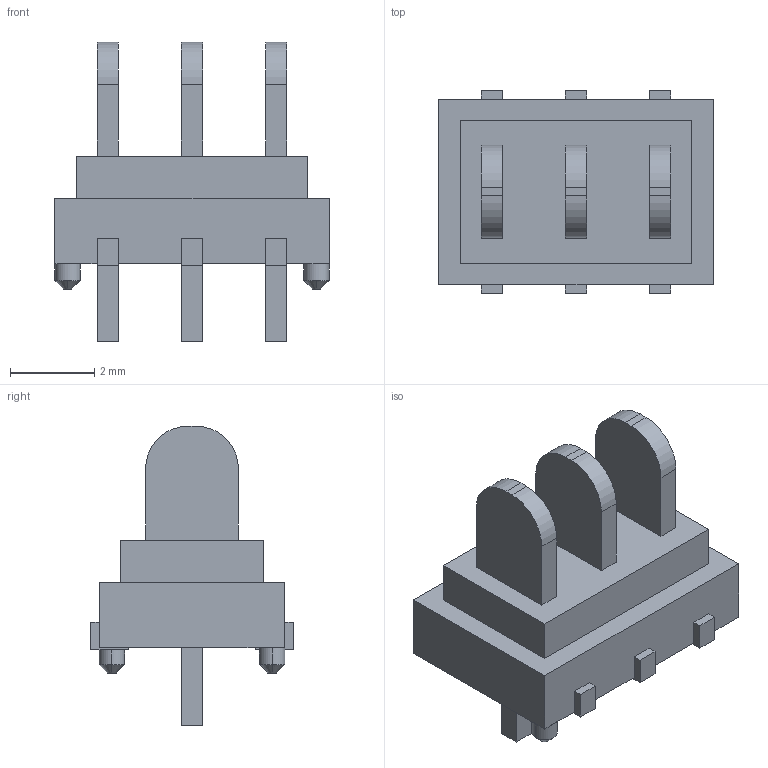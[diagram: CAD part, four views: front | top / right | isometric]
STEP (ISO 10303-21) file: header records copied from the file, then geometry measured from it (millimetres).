
FILE_DESCRIPTION(('STEP AP242'),'1');
FILE_NAME('1612898-1.stp','2022-09-01T18:05:04',('TraceParts'),('TraceParts S.A.'),'Spatial InterOp 3D',' ',' ');
FILE_SCHEMA(('AP242_MANAGED_MODEL_BASED_3D_ENGINEERING_MIM_LF {1 0 10303 442 1 1 4}'));
Length unit declared in the file: millimetre
Products named in the file (1): 1612898-1
Bounding box: 6.5 x 4.8 x 7.1 mm (x, y, z)
Volume: 73.5 mm3; surface area: 165 mm2
Topology: 1 solids, 1 shells, 99 faces, 260 edges, 170 vertices
Faces by surface type: plane 81, cylinder 10, cone 8
Entity records: 3023 total; most frequent: CARTESIAN_POINT 530, ORIENTED_EDGE 520, DIRECTION 494, EDGE_CURVE 260, LINE 226, VECTOR 226, VERTEX_POINT 170, AXIS2_PLACEMENT_3D 134
